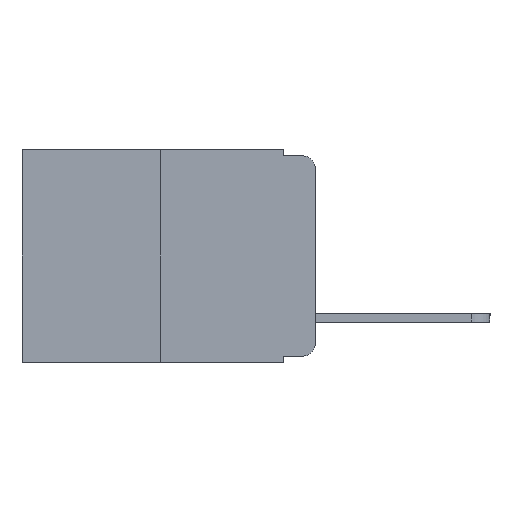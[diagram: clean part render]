
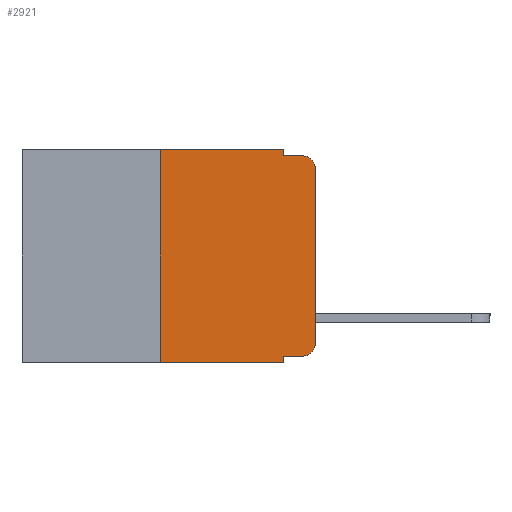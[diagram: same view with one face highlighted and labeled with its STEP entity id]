
A CAD part, left-side view. The second image highlights one B-rep face of the part: STEP entity #2921.
In plain terms, the highlighted planar face has unit normal (-1, 0, 0).
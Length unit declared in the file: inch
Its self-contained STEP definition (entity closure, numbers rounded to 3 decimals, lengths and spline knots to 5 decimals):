
#489 = ORIENTED_EDGE ( 'NONE', *, *, #11602, .F. ) ;
#530 = CARTESIAN_POINT ( 'NONE',  ( 0., 0.051, -0.01 ) ) ;
#1429 = DIRECTION ( 'NONE',  ( -1., 0., 0. ) ) ;
#1942 = VERTEX_POINT ( 'NONE', #16629 ) ;
#2187 = VERTEX_POINT ( 'NONE', #530 ) ;
#2367 = VERTEX_POINT ( 'NONE', #13346 ) ;
#2921 = ADVANCED_FACE ( 'NONE', ( #18775 ), #12893, .F. ) ;
#3485 = CARTESIAN_POINT ( 'NONE',  ( 0., 0.25, 0. ) ) ;
#3518 = LINE ( 'NONE', #9094, #21818 ) ;
#4071 = LINE ( 'NONE', #7510, #16011 ) ;
#4333 = CARTESIAN_POINT ( 'NONE',  ( 0., 0.051, -0.333 ) ) ;
#4519 = VECTOR ( 'NONE', #21232, 39.37008 ) ;
#4704 = EDGE_LOOP ( 'NONE', ( #12512, #22396, #8892, #14153, #489, #10012, #10573, #19941, #6961, #16905 ) ) ;
#5370 = CARTESIAN_POINT ( 'NONE',  ( 0., 0.02, -0.01 ) ) ;
#5729 = DIRECTION ( 'NONE',  ( 0., 0., 1. ) ) ;
#5887 = EDGE_CURVE ( 'NONE', #14927, #22324, #9841, .T. ) ;
#5920 = CARTESIAN_POINT ( 'NONE',  ( 0., 0.051, -0.333 ) ) ;
#6140 = DIRECTION ( 'NONE',  ( 0., 0., -1. ) ) ;
#6326 = LINE ( 'NONE', #5920, #22855 ) ;
#6944 = CARTESIAN_POINT ( 'NONE',  ( 0., 0.02, -0.333 ) ) ;
#6961 = ORIENTED_EDGE ( 'NONE', *, *, #10658, .T. ) ;
#7510 = CARTESIAN_POINT ( 'NONE',  ( 0., 0.051, -0.01 ) ) ;
#7655 = LINE ( 'NONE', #13225, #20081 ) ;
#7708 = CIRCLE ( 'NONE', #7956, 0.02 ) ;
#7956 = AXIS2_PLACEMENT_3D ( 'NONE', #9046, #21379, #10838 ) ;
#8104 = VERTEX_POINT ( 'NONE', #17728 ) ;
#8222 = VECTOR ( 'NONE', #11235, 39.37008 ) ;
#8223 = EDGE_CURVE ( 'NONE', #16239, #8655, #11116, .T. ) ;
#8610 = VECTOR ( 'NONE', #5729, 39.37008 ) ;
#8655 = VERTEX_POINT ( 'NONE', #20993 ) ;
#8892 = ORIENTED_EDGE ( 'NONE', *, *, #9914, .F. ) ;
#9046 = CARTESIAN_POINT ( 'NONE',  ( 0., 0.02, -0.03 ) ) ;
#9094 = CARTESIAN_POINT ( 'NONE',  ( 0., 0.051, 0. ) ) ;
#9299 = LINE ( 'NONE', #3485, #4519 ) ;
#9841 = LINE ( 'NONE', #22032, #18667 ) ;
#9914 = EDGE_CURVE ( 'NONE', #2187, #22110, #4071, .T. ) ;
#10012 = ORIENTED_EDGE ( 'NONE', *, *, #14650, .F. ) ;
#10573 = ORIENTED_EDGE ( 'NONE', *, *, #11692, .T. ) ;
#10658 = EDGE_CURVE ( 'NONE', #14927, #11952, #6326, .T. ) ;
#10838 = DIRECTION ( 'NONE',  ( 0., 0., -1. ) ) ;
#11116 = LINE ( 'NONE', #16244, #8610 ) ;
#11235 = DIRECTION ( 'NONE',  ( 0., -1., 0. ) ) ;
#11602 = EDGE_CURVE ( 'NONE', #1942, #8104, #12939, .T. ) ;
#11692 = EDGE_CURVE ( 'NONE', #2367, #22324, #7655, .T. ) ;
#11952 = VERTEX_POINT ( 'NONE', #6944 ) ;
#12143 = CARTESIAN_POINT ( 'NONE',  ( 0., 0.02, -0.313 ) ) ;
#12421 = AXIS2_PLACEMENT_3D ( 'NONE', #12899, #21703, #21797 ) ;
#12512 = ORIENTED_EDGE ( 'NONE', *, *, #8223, .T. ) ;
#12893 = PLANE ( 'NONE',  #12421 ) ;
#12899 = CARTESIAN_POINT ( 'NONE',  ( 0., 0.473, 0. ) ) ;
#12939 = LINE ( 'NONE', #16361, #8222 ) ;
#12972 = EDGE_CURVE ( 'NONE', #8655, #22110, #7708, .T. ) ;
#13003 = CARTESIAN_POINT ( 'NONE',  ( 0., 0., -0.313 ) ) ;
#13225 = CARTESIAN_POINT ( 'NONE',  ( 0., 0.473, -0.343 ) ) ;
#13346 = CARTESIAN_POINT ( 'NONE',  ( 0., 0.25, -0.343 ) ) ;
#13907 = DIRECTION ( 'NONE',  ( 0., 0., -1. ) ) ;
#13914 = AXIS2_PLACEMENT_3D ( 'NONE', #12143, #1429, #13907 ) ;
#14153 = ORIENTED_EDGE ( 'NONE', *, *, #19376, .F. ) ;
#14650 = EDGE_CURVE ( 'NONE', #2367, #1942, #9299, .T. ) ;
#14927 = VERTEX_POINT ( 'NONE', #4333 ) ;
#14996 = DIRECTION ( 'NONE',  ( 0., -1., 0. ) ) ;
#16011 = VECTOR ( 'NONE', #21625, 39.37008 ) ;
#16174 = DIRECTION ( 'NONE',  ( 0., 0., -1. ) ) ;
#16239 = VERTEX_POINT ( 'NONE', #13003 ) ;
#16244 = CARTESIAN_POINT ( 'NONE',  ( 0., 0., 0. ) ) ;
#16361 = CARTESIAN_POINT ( 'NONE',  ( 0., 0.473, 0. ) ) ;
#16542 = EDGE_CURVE ( 'NONE', #11952, #16239, #21921, .T. ) ;
#16629 = CARTESIAN_POINT ( 'NONE',  ( 0., 0.25, 0. ) ) ;
#16905 = ORIENTED_EDGE ( 'NONE', *, *, #16542, .T. ) ;
#17728 = CARTESIAN_POINT ( 'NONE',  ( 0., 0.051, 0. ) ) ;
#18667 = VECTOR ( 'NONE', #6140, 39.37008 ) ;
#18775 = FACE_OUTER_BOUND ( 'NONE', #4704, .T. ) ;
#19376 = EDGE_CURVE ( 'NONE', #8104, #2187, #3518, .T. ) ;
#19941 = ORIENTED_EDGE ( 'NONE', *, *, #5887, .F. ) ;
#20081 = VECTOR ( 'NONE', #14996, 39.37008 ) ;
#20993 = CARTESIAN_POINT ( 'NONE',  ( 0., 0., -0.03 ) ) ;
#21232 = DIRECTION ( 'NONE',  ( 0., 0., 1. ) ) ;
#21379 = DIRECTION ( 'NONE',  ( -1., 0., 0. ) ) ;
#21625 = DIRECTION ( 'NONE',  ( 0., -1., 0. ) ) ;
#21703 = DIRECTION ( 'NONE',  ( 1., 0., 0. ) ) ;
#21797 = DIRECTION ( 'NONE',  ( 0., 0., -1. ) ) ;
#21818 = VECTOR ( 'NONE', #16174, 39.37008 ) ;
#21826 = DIRECTION ( 'NONE',  ( 0., -1., 0. ) ) ;
#21906 = CARTESIAN_POINT ( 'NONE',  ( 0., 0.051, -0.343 ) ) ;
#21921 = CIRCLE ( 'NONE', #13914, 0.02 ) ;
#22032 = CARTESIAN_POINT ( 'NONE',  ( 0., 0.051, 0. ) ) ;
#22110 = VERTEX_POINT ( 'NONE', #5370 ) ;
#22324 = VERTEX_POINT ( 'NONE', #21906 ) ;
#22396 = ORIENTED_EDGE ( 'NONE', *, *, #12972, .T. ) ;
#22855 = VECTOR ( 'NONE', #21826, 39.37008 ) ;
